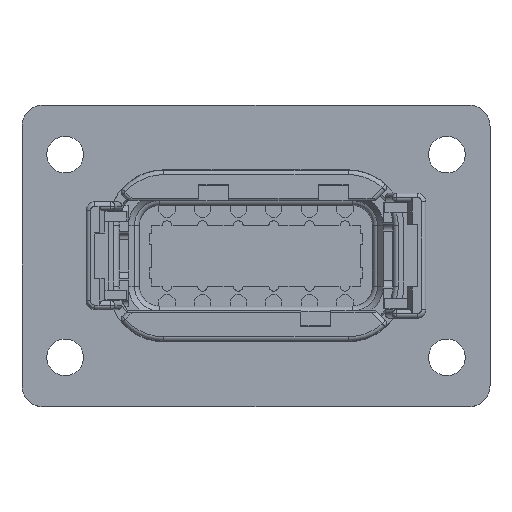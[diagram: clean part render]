
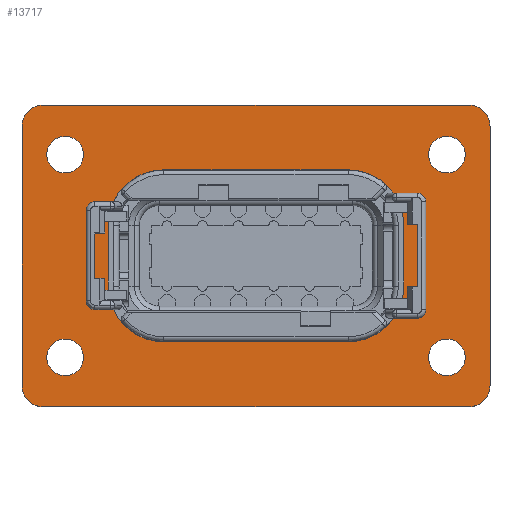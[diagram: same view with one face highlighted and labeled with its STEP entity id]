
A CAD part, top view. The second image highlights one B-rep face of the part: STEP entity #13717.
In plain terms, the highlighted planar face has unit normal (0, 0, 1).
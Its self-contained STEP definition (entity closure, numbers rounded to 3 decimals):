
#1410=DIRECTION('',(1.,0.,0.));
#1411=VECTOR('',#1410,21.717);
#1412=CARTESIAN_POINT('',(-10.859,9.474,-18.796));
#1413=LINE('',#1412,#1411);
#1419=CARTESIAN_POINT('',(22.479,11.938,-18.796));
#1420=DIRECTION('',(0.,0.,-1.));
#1421=DIRECTION('',(1.,0.,0.));
#1422=AXIS2_PLACEMENT_3D('',#1419,#1420,#1421);
#1424=CARTESIAN_POINT('',(22.479,11.938,-18.796));
#1425=DIRECTION('',(0.,0.,-1.));
#1426=DIRECTION('',(-1.,0.,0.));
#1427=AXIS2_PLACEMENT_3D('',#1424,#1425,#1426);
#1429=CARTESIAN_POINT('',(22.479,-11.938,-18.796));
#1430=DIRECTION('',(0.,0.,-1.));
#1431=DIRECTION('',(1.,0.,0.));
#1432=AXIS2_PLACEMENT_3D('',#1429,#1430,#1431);
#1434=CARTESIAN_POINT('',(22.479,-11.938,-18.796));
#1435=DIRECTION('',(0.,0.,-1.));
#1436=DIRECTION('',(-1.,0.,0.));
#1437=AXIS2_PLACEMENT_3D('',#1434,#1435,#1436);
#1439=CARTESIAN_POINT('',(-22.479,-11.938,-18.796));
#1440=DIRECTION('',(0.,0.,-1.));
#1441=DIRECTION('',(1.,0.,0.));
#1442=AXIS2_PLACEMENT_3D('',#1439,#1440,#1441);
#1444=CARTESIAN_POINT('',(-22.479,-11.938,-18.796));
#1445=DIRECTION('',(0.,0.,-1.));
#1446=DIRECTION('',(-1.,0.,0.));
#1447=AXIS2_PLACEMENT_3D('',#1444,#1445,#1446);
#1449=CARTESIAN_POINT('',(-22.479,11.938,-18.796));
#1450=DIRECTION('',(0.,0.,-1.));
#1451=DIRECTION('',(1.,0.,0.));
#1452=AXIS2_PLACEMENT_3D('',#1449,#1450,#1451);
#1454=CARTESIAN_POINT('',(-22.479,11.938,-18.796));
#1455=DIRECTION('',(0.,0.,-1.));
#1456=DIRECTION('',(-1.,0.,0.));
#1457=AXIS2_PLACEMENT_3D('',#1454,#1455,#1456);
#1459=CARTESIAN_POINT('',(25.019,15.24,-18.796));
#1460=DIRECTION('',(0.,0.,1.));
#1461=DIRECTION('',(1.,0.,0.));
#1462=AXIS2_PLACEMENT_3D('',#1459,#1460,#1461);
#1464=DIRECTION('',(0.,1.,0.));
#1465=VECTOR('',#1464,30.48);
#1466=CARTESIAN_POINT('',(27.559,-15.24,-18.796));
#1467=LINE('',#1466,#1465);
#1468=CARTESIAN_POINT('',(25.019,-15.24,-18.796));
#1469=DIRECTION('',(0.,0.,1.));
#1470=DIRECTION('',(0.,-1.,0.));
#1471=AXIS2_PLACEMENT_3D('',#1468,#1469,#1470);
#1473=DIRECTION('',(1.,0.,0.));
#1474=VECTOR('',#1473,50.038);
#1475=CARTESIAN_POINT('',(-25.019,-17.78,-18.796));
#1476=LINE('',#1475,#1474);
#1477=CARTESIAN_POINT('',(-25.019,-15.24,-18.796));
#1478=DIRECTION('',(0.,0.,1.));
#1479=DIRECTION('',(-1.,0.,0.));
#1480=AXIS2_PLACEMENT_3D('',#1477,#1478,#1479);
#1482=DIRECTION('',(0.,-1.,0.));
#1483=VECTOR('',#1482,30.48);
#1484=CARTESIAN_POINT('',(-27.559,15.24,-18.796));
#1485=LINE('',#1484,#1483);
#1486=CARTESIAN_POINT('',(-25.019,15.24,-18.796));
#1487=DIRECTION('',(0.,0.,1.));
#1488=DIRECTION('',(0.,1.,0.));
#1489=AXIS2_PLACEMENT_3D('',#1486,#1487,#1488);
#1491=DIRECTION('',(-1.,0.,0.));
#1492=VECTOR('',#1491,50.038);
#1493=CARTESIAN_POINT('',(25.019,17.78,-18.796));
#1494=LINE('',#1493,#1492);
#1635=DIRECTION('',(1.,0.,0.));
#1636=VECTOR('',#1635,12.573);
#1637=CARTESIAN_POINT('',(-6.287,-10.109,-18.796));
#1638=LINE('',#1637,#1636);
#1803=DIRECTION('',(0.,1.,0.));
#1804=VECTOR('',#1803,0.381);
#1805=CARTESIAN_POINT('',(-6.287,-10.109,-18.796));
#1806=LINE('',#1805,#1804);
#1840=DIRECTION('',(0.707,0.707,0.));
#1841=VECTOR('',#1840,0.359);
#1842=CARTESIAN_POINT('',(-6.287,-9.728,-18.796));
#1843=LINE('',#1842,#1841);
#1852=DIRECTION('',(-1.,0.,0.));
#1853=VECTOR('',#1852,4.826);
#1854=CARTESIAN_POINT('',(-6.033,-9.474,-18.796));
#1855=LINE('',#1854,#1853);
#1867=CARTESIAN_POINT('',(-10.859,-3.556,-18.796));
#1868=DIRECTION('',(0.,0.,1.));
#1869=DIRECTION('',(-1.,0.,0.));
#1870=AXIS2_PLACEMENT_3D('',#1867,#1868,#1869);
#1877=DIRECTION('',(0.,1.,0.));
#1878=VECTOR('',#1877,7.112);
#1879=CARTESIAN_POINT('',(-16.777,-3.556,-18.796));
#1880=LINE('',#1879,#1878);
#1886=CARTESIAN_POINT('',(-10.859,3.556,-18.796));
#1887=DIRECTION('',(0.,0.,1.));
#1888=DIRECTION('',(0.,1.,0.));
#1889=AXIS2_PLACEMENT_3D('',#1886,#1887,#1888);
#4491=DIRECTION('',(0.,-1.,0.));
#4492=VECTOR('',#4491,7.112);
#4493=CARTESIAN_POINT('',(16.777,3.556,-18.796));
#4494=LINE('',#4493,#4492);
#4500=CARTESIAN_POINT('',(10.859,-3.556,-18.796));
#4501=DIRECTION('',(0.,0.,1.));
#4502=DIRECTION('',(0.,-1.,0.));
#4503=AXIS2_PLACEMENT_3D('',#4500,#4501,#4502);
#4510=DIRECTION('',(-1.,0.,0.));
#4511=VECTOR('',#4510,4.826);
#4512=CARTESIAN_POINT('',(10.859,-9.474,-18.796));
#4513=LINE('',#4512,#4511);
#4530=DIRECTION('',(0.707,-0.707,0.));
#4531=VECTOR('',#4530,0.359);
#4532=CARTESIAN_POINT('',(6.033,-9.474,-18.796));
#4533=LINE('',#4532,#4531);
#4546=DIRECTION('',(0.,-1.,0.));
#4547=VECTOR('',#4546,0.381);
#4548=CARTESIAN_POINT('',(6.287,-9.728,-18.796));
#4549=LINE('',#4548,#4547);
#7659=CARTESIAN_POINT('',(10.859,3.556,-18.796));
#7660=DIRECTION('',(0.,0.,1.));
#7661=DIRECTION('',(1.,0.,0.));
#7662=AXIS2_PLACEMENT_3D('',#7659,#7660,#7661);
#12319=CARTESIAN_POINT('',(24.638,11.938,-18.796));
#12320=CARTESIAN_POINT('',(20.32,11.938,-18.796));
#12321=VERTEX_POINT('',#12319);
#12322=VERTEX_POINT('',#12320);
#12323=CARTESIAN_POINT('',(24.638,-11.938,-18.796));
#12324=CARTESIAN_POINT('',(20.32,-11.938,-18.796));
#12325=VERTEX_POINT('',#12323);
#12326=VERTEX_POINT('',#12324);
#12327=CARTESIAN_POINT('',(-20.32,-11.938,-18.796));
#12328=CARTESIAN_POINT('',(-24.638,-11.938,-18.796));
#12329=VERTEX_POINT('',#12327);
#12330=VERTEX_POINT('',#12328);
#12331=CARTESIAN_POINT('',(-20.32,11.938,-18.796));
#12332=CARTESIAN_POINT('',(-24.638,11.938,-18.796));
#12333=VERTEX_POINT('',#12331);
#12334=VERTEX_POINT('',#12332);
#12335=CARTESIAN_POINT('',(27.559,15.24,-18.796));
#12336=CARTESIAN_POINT('',(25.019,17.78,-18.796));
#12337=VERTEX_POINT('',#12335);
#12338=VERTEX_POINT('',#12336);
#12339=CARTESIAN_POINT('',(-25.019,17.78,-18.796));
#12340=VERTEX_POINT('',#12339);
#12341=CARTESIAN_POINT('',(-27.559,15.24,-18.796));
#12342=VERTEX_POINT('',#12341);
#12343=CARTESIAN_POINT('',(-27.559,-15.24,-18.796));
#12344=VERTEX_POINT('',#12343);
#12345=CARTESIAN_POINT('',(-25.019,-17.78,-18.796));
#12346=VERTEX_POINT('',#12345);
#12347=CARTESIAN_POINT('',(25.019,-17.78,-18.796));
#12348=VERTEX_POINT('',#12347);
#12349=CARTESIAN_POINT('',(27.559,-15.24,-18.796));
#12350=VERTEX_POINT('',#12349);
#12383=CARTESIAN_POINT('',(-6.287,-10.109,-18.796));
#12384=CARTESIAN_POINT('',(6.287,-10.109,-18.796));
#12385=VERTEX_POINT('',#12383);
#12386=VERTEX_POINT('',#12384);
#12417=CARTESIAN_POINT('',(6.033,-9.474,-18.796));
#12418=CARTESIAN_POINT('',(6.287,-9.728,-18.796));
#12419=VERTEX_POINT('',#12417);
#12420=VERTEX_POINT('',#12418);
#12425=CARTESIAN_POINT('',(-6.287,-9.728,-18.796));
#12426=VERTEX_POINT('',#12425);
#12429=CARTESIAN_POINT('',(-6.033,-9.474,-18.796));
#12430=VERTEX_POINT('',#12429);
#12437=CARTESIAN_POINT('',(10.859,-9.474,-18.796));
#12438=CARTESIAN_POINT('',(16.777,-3.556,-18.796));
#12439=VERTEX_POINT('',#12437);
#12440=VERTEX_POINT('',#12438);
#12441=CARTESIAN_POINT('',(16.777,3.556,-18.796));
#12442=VERTEX_POINT('',#12441);
#12443=CARTESIAN_POINT('',(10.859,9.474,-18.796));
#12444=VERTEX_POINT('',#12443);
#12445=CARTESIAN_POINT('',(-10.859,9.474,-18.796));
#12446=VERTEX_POINT('',#12445);
#12447=CARTESIAN_POINT('',(-16.777,3.556,-18.796));
#12448=VERTEX_POINT('',#12447);
#12449=CARTESIAN_POINT('',(-16.777,-3.556,-18.796));
#12450=VERTEX_POINT('',#12449);
#12451=CARTESIAN_POINT('',(-10.859,-9.474,-18.796));
#12452=VERTEX_POINT('',#12451);
#13641=CARTESIAN_POINT('',(0.,0.,-18.796));
#13642=DIRECTION('',(0.,0.,1.));
#13643=DIRECTION('',(1.,0.,0.));
#13644=AXIS2_PLACEMENT_3D('',#13641,#13642,#13643);
#13645=PLANE('',#13644);
#13647=ORIENTED_EDGE('',*,*,#13646,.F.);
#13649=ORIENTED_EDGE('',*,*,#13648,.F.);
#13651=ORIENTED_EDGE('',*,*,#13650,.F.);
#13653=ORIENTED_EDGE('',*,*,#13652,.F.);
#13655=ORIENTED_EDGE('',*,*,#13654,.F.);
#13657=ORIENTED_EDGE('',*,*,#13656,.F.);
#13659=ORIENTED_EDGE('',*,*,#13658,.F.);
#13661=ORIENTED_EDGE('',*,*,#13660,.F.);
#13662=EDGE_LOOP('',(#13647,#13649,#13651,#13653,#13655,#13657,#13659,#13661));
#13663=FACE_OUTER_BOUND('',#13662,.F.);
#13665=ORIENTED_EDGE('',*,*,#13664,.F.);
#13667=ORIENTED_EDGE('',*,*,#13666,.F.);
#13668=EDGE_LOOP('',(#13665,#13667));
#13669=FACE_BOUND('',#13668,.F.);
#13671=ORIENTED_EDGE('',*,*,#13670,.F.);
#13673=ORIENTED_EDGE('',*,*,#13672,.F.);
#13674=EDGE_LOOP('',(#13671,#13673));
#13675=FACE_BOUND('',#13674,.F.);
#13677=ORIENTED_EDGE('',*,*,#13676,.F.);
#13679=ORIENTED_EDGE('',*,*,#13678,.F.);
#13680=EDGE_LOOP('',(#13677,#13679));
#13681=FACE_BOUND('',#13680,.F.);
#13683=ORIENTED_EDGE('',*,*,#13682,.F.);
#13685=ORIENTED_EDGE('',*,*,#13684,.F.);
#13686=EDGE_LOOP('',(#13683,#13685));
#13687=FACE_BOUND('',#13686,.F.);
#13689=ORIENTED_EDGE('',*,*,#13688,.T.);
#13691=ORIENTED_EDGE('',*,*,#13690,.F.);
#13693=ORIENTED_EDGE('',*,*,#13692,.F.);
#13695=ORIENTED_EDGE('',*,*,#13694,.F.);
#13697=ORIENTED_EDGE('',*,*,#13696,.T.);
#13699=ORIENTED_EDGE('',*,*,#13698,.F.);
#13701=ORIENTED_EDGE('',*,*,#13700,.T.);
#13702=ORIENTED_EDGE('',*,*,#13631,.F.);
#13704=ORIENTED_EDGE('',*,*,#13703,.T.);
#13706=ORIENTED_EDGE('',*,*,#13705,.F.);
#13708=ORIENTED_EDGE('',*,*,#13707,.T.);
#13710=ORIENTED_EDGE('',*,*,#13709,.F.);
#13712=ORIENTED_EDGE('',*,*,#13711,.F.);
#13714=ORIENTED_EDGE('',*,*,#13713,.F.);
#13715=EDGE_LOOP('',(#13689,#13691,#13693,#13695,#13697,#13699,#13701,#13702,
#13704,#13706,#13708,#13710,#13712,#13714));
#13716=FACE_BOUND('',#13715,.F.);
#13717=ADVANCED_FACE('',(#13663,#13669,#13675,#13681,#13687,#13716),#13645,.T.);
#1423=CIRCLE('',#1422,2.159);
#1428=CIRCLE('',#1427,2.159);
#1433=CIRCLE('',#1432,2.159);
#1438=CIRCLE('',#1437,2.159);
#1443=CIRCLE('',#1442,2.159);
#1448=CIRCLE('',#1447,2.159);
#1453=CIRCLE('',#1452,2.159);
#1458=CIRCLE('',#1457,2.159);
#1463=CIRCLE('',#1462,2.54);
#1472=CIRCLE('',#1471,2.54);
#1481=CIRCLE('',#1480,2.54);
#1490=CIRCLE('',#1489,2.54);
#1871=CIRCLE('',#1870,5.918);
#1890=CIRCLE('',#1889,5.918);
#4504=CIRCLE('',#4503,5.918);
#7663=CIRCLE('',#7662,5.918);
#13631=EDGE_CURVE('',#12446,#12444,#1413,.T.);
#13646=EDGE_CURVE('',#12337,#12338,#1463,.T.);
#13648=EDGE_CURVE('',#12350,#12337,#1467,.T.);
#13650=EDGE_CURVE('',#12348,#12350,#1472,.T.);
#13652=EDGE_CURVE('',#12346,#12348,#1476,.T.);
#13654=EDGE_CURVE('',#12344,#12346,#1481,.T.);
#13656=EDGE_CURVE('',#12342,#12344,#1485,.T.);
#13658=EDGE_CURVE('',#12340,#12342,#1490,.T.);
#13660=EDGE_CURVE('',#12338,#12340,#1494,.T.);
#13664=EDGE_CURVE('',#12321,#12322,#1423,.T.);
#13666=EDGE_CURVE('',#12322,#12321,#1428,.T.);
#13670=EDGE_CURVE('',#12325,#12326,#1433,.T.);
#13672=EDGE_CURVE('',#12326,#12325,#1438,.T.);
#13676=EDGE_CURVE('',#12329,#12330,#1443,.T.);
#13678=EDGE_CURVE('',#12330,#12329,#1448,.T.);
#13682=EDGE_CURVE('',#12333,#12334,#1453,.T.);
#13684=EDGE_CURVE('',#12334,#12333,#1458,.T.);
#13688=EDGE_CURVE('',#12385,#12386,#1638,.T.);
#13690=EDGE_CURVE('',#12420,#12386,#4549,.T.);
#13692=EDGE_CURVE('',#12419,#12420,#4533,.T.);
#13694=EDGE_CURVE('',#12439,#12419,#4513,.T.);
#13696=EDGE_CURVE('',#12439,#12440,#4504,.T.);
#13698=EDGE_CURVE('',#12442,#12440,#4494,.T.);
#13700=EDGE_CURVE('',#12442,#12444,#7663,.T.);
#13703=EDGE_CURVE('',#12446,#12448,#1890,.T.);
#13705=EDGE_CURVE('',#12450,#12448,#1880,.T.);
#13707=EDGE_CURVE('',#12450,#12452,#1871,.T.);
#13709=EDGE_CURVE('',#12430,#12452,#1855,.T.);
#13711=EDGE_CURVE('',#12426,#12430,#1843,.T.);
#13713=EDGE_CURVE('',#12385,#12426,#1806,.T.);
